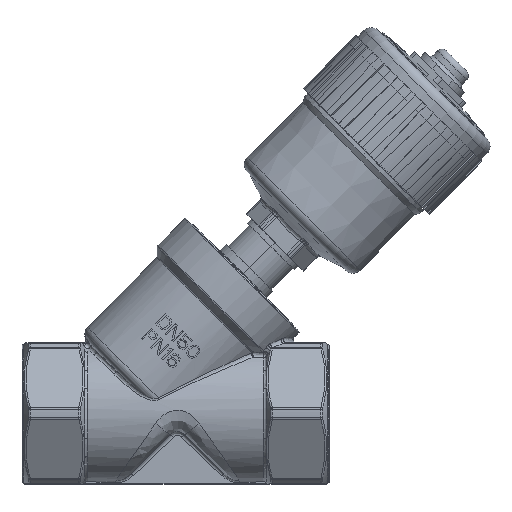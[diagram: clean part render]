
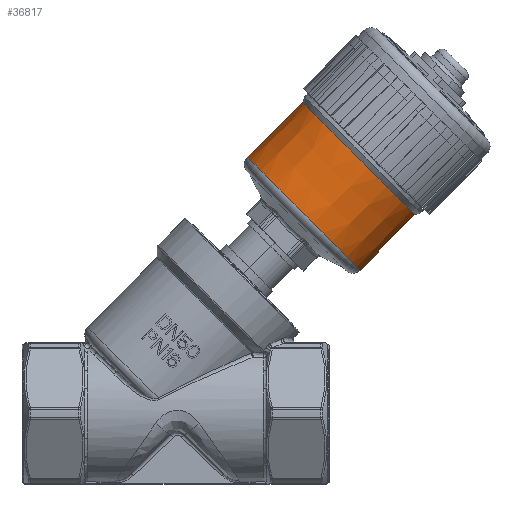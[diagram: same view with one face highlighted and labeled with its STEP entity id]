
A CAD part, top view. The second image highlights one B-rep face of the part: STEP entity #36817.
In plain terms, the highlighted conical face has half-angle 0.555 degrees and reference radius 39.304 mm.
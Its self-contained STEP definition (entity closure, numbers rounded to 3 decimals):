
#33169=DIRECTION('',(0.01,0.,1.));
#33170=VECTOR('',#33169,38.512);
#33171=CARTESIAN_POINT('',(39.118,0.,
-58.66));
#33172=LINE('',#33171,#33170);
#33207=DIRECTION('',(0.01,0.,-1.));
#33208=VECTOR('',#33207,38.512);
#33209=CARTESIAN_POINT('',(-39.491,0.,
-20.15));
#33210=LINE('',#33209,#33208);
#33368=CARTESIAN_POINT('',(0.,0.,-58.66));
#33369=DIRECTION('',(0.,0.,1.));
#33370=DIRECTION('',(-1.,0.,0.));
#33371=AXIS2_PLACEMENT_3D('',#33368,#33369,#33370);
#33381=CARTESIAN_POINT('',(0.,0.,-20.15));
#33382=DIRECTION('',(0.,0.,-1.));
#33383=DIRECTION('',(1.,0.,0.));
#33384=AXIS2_PLACEMENT_3D('',#33381,#33382,#33383);
#34442=CARTESIAN_POINT('',(39.491,0.,-20.15));
#34443=CARTESIAN_POINT('',(-39.491,0.,
-20.15));
#34444=VERTEX_POINT('',#34442);
#34445=VERTEX_POINT('',#34443);
#34450=CARTESIAN_POINT('',(-39.118,0.,
-58.66));
#34451=CARTESIAN_POINT('',(39.118,0.,
-58.66));
#34452=VERTEX_POINT('',#34450);
#34453=VERTEX_POINT('',#34451);
#36805=CARTESIAN_POINT('',(0.,0.,-39.405));
#36806=DIRECTION('',(0.,0.,1.));
#36807=DIRECTION('',(-1.,0.,0.));
#36808=AXIS2_PLACEMENT_3D('',#36805,#36806,#36807);
#36809=CONICAL_SURFACE('',#36808,39.304,0.555);
#36810=ORIENTED_EDGE('',*,*,#36772,.F.);
#36811=ORIENTED_EDGE('',*,*,#36495,.F.);
#36813=ORIENTED_EDGE('',*,*,#36812,.F.);
#36814=ORIENTED_EDGE('',*,*,#36483,.F.);
#36815=EDGE_LOOP('',(#36810,#36811,#36813,#36814));
#36816=FACE_OUTER_BOUND('',#36815,.F.);
#36817=ADVANCED_FACE('',(#36816),#36809,.T.);
#33372=CIRCLE('',#33371,39.118);
#33385=CIRCLE('',#33384,39.491);
#36483=EDGE_CURVE('',#34453,#34444,#33172,.T.);
#36495=EDGE_CURVE('',#34445,#34452,#33210,.T.);
#36772=EDGE_CURVE('',#34452,#34453,#33372,.T.);
#36812=EDGE_CURVE('',#34444,#34445,#33385,.T.);
